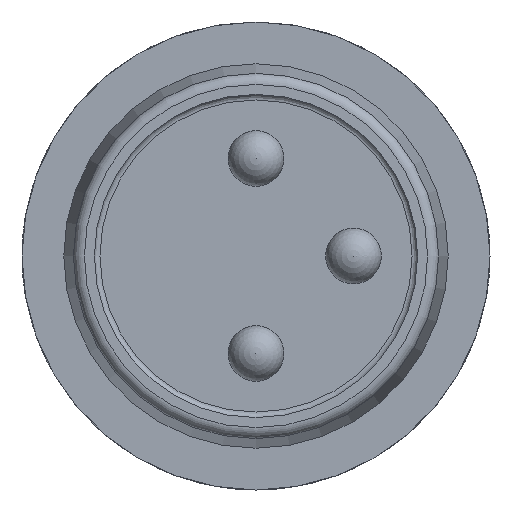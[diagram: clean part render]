
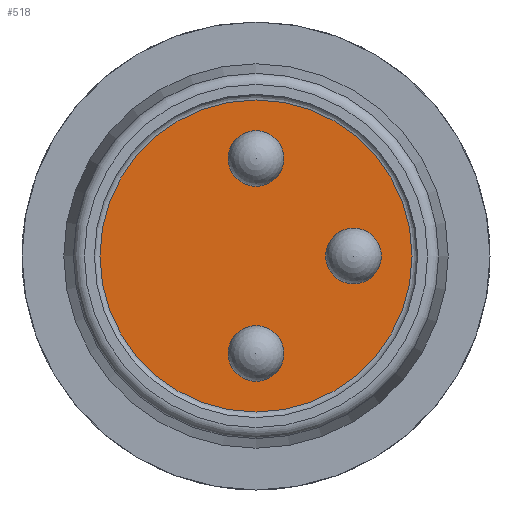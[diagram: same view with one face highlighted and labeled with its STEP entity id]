
A CAD part, front view. The second image highlights one B-rep face of the part: STEP entity #518.
In plain terms, the highlighted planar face has unit normal (0, -1, 0).
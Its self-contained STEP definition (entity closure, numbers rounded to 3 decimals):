
#518=ADVANCED_FACE('',(#616,#617,#618,#619),#571,.F.);
#571=PLANE('',#1756);
#616=FACE_BOUND('',#753,.T.);
#617=FACE_BOUND('',#754,.T.);
#618=FACE_BOUND('',#755,.T.);
#619=FACE_BOUND('',#756,.T.);
#753=EDGE_LOOP('',(#1153));
#754=EDGE_LOOP('',(#1154));
#755=EDGE_LOOP('',(#1155));
#756=EDGE_LOOP('',(#1156));
#1153=ORIENTED_EDGE('',*,*,#1513,.T.);
#1154=ORIENTED_EDGE('',*,*,#1514,.F.);
#1155=ORIENTED_EDGE('',*,*,#1515,.F.);
#1156=ORIENTED_EDGE('',*,*,#1516,.F.);
#1313=VERTEX_POINT('',#3670);
#1314=VERTEX_POINT('',#3672);
#1315=VERTEX_POINT('',#3674);
#1316=VERTEX_POINT('',#3676);
#1513=EDGE_CURVE('',#1313,#1313,#1591,.T.);
#1514=EDGE_CURVE('',#1314,#1314,#1592,.T.);
#1515=EDGE_CURVE('',#1315,#1315,#1593,.T.);
#1516=EDGE_CURVE('',#1316,#1316,#1594,.T.);
#1591=CIRCLE('',#1752,2.8);
#1592=CIRCLE('',#1753,0.5);
#1593=CIRCLE('',#1754,0.5);
#1594=CIRCLE('',#1755,0.5);
#1752=AXIS2_PLACEMENT_3D('',#3669,#2155,#2156);
#1753=AXIS2_PLACEMENT_3D('',#3671,#2157,#2158);
#1754=AXIS2_PLACEMENT_3D('',#3673,#2159,#2160);
#1755=AXIS2_PLACEMENT_3D('',#3675,#2161,#2162);
#1756=AXIS2_PLACEMENT_3D('',#3677,#2163,#2164);
#2155=DIRECTION('',(0.,-1.,0.));
#2156=DIRECTION('',(-1.,0.,0.));
#2157=DIRECTION('',(0.,-1.,0.));
#2158=DIRECTION('',(-1.,0.,0.));
#2159=DIRECTION('',(0.,-1.,0.));
#2160=DIRECTION('',(-1.,0.,0.));
#2161=DIRECTION('',(0.,-1.,0.));
#2162=DIRECTION('',(-1.,0.,0.));
#2163=DIRECTION('',(0.,1.,0.));
#2164=DIRECTION('',(-1.,0.,0.));
#3669=CARTESIAN_POINT('',(50.,19.15,31.35));
#3670=CARTESIAN_POINT('',(47.2,19.15,31.35));
#3671=CARTESIAN_POINT('',(50.,19.15,29.6));
#3672=CARTESIAN_POINT('',(49.5,19.15,29.6));
#3673=CARTESIAN_POINT('',(50.,19.15,33.1));
#3674=CARTESIAN_POINT('',(49.5,19.15,33.1));
#3675=CARTESIAN_POINT('',(51.75,19.15,31.35));
#3676=CARTESIAN_POINT('',(51.25,19.15,31.35));
#3677=CARTESIAN_POINT('',(50.,19.15,31.35));
